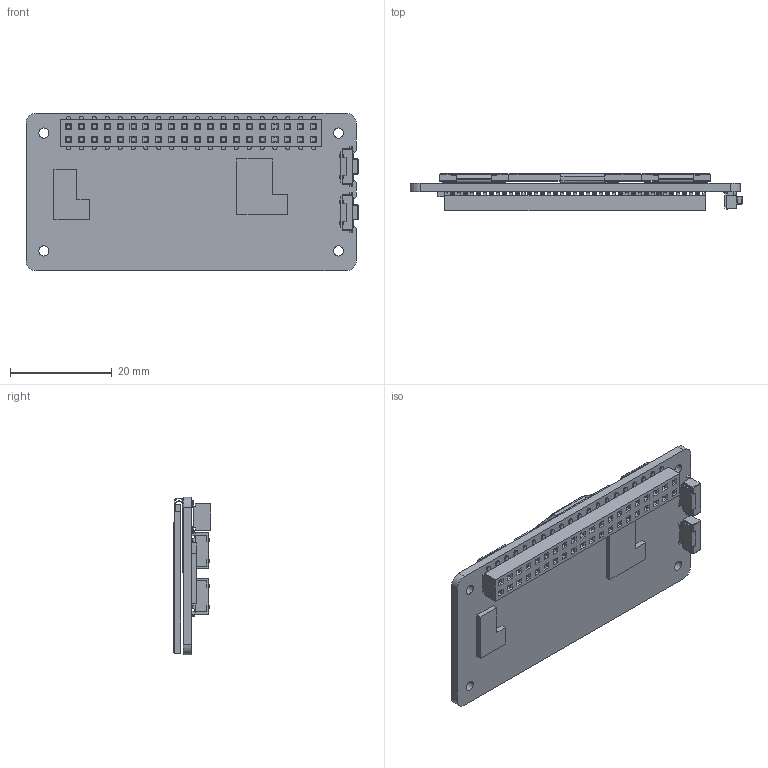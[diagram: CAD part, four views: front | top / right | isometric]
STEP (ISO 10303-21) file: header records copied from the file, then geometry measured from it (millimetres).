
FILE_DESCRIPTION((''),'2;1');
FILE_NAME('ZERO-LCD-HAT_A_ASM','2024-04-03T18:50:32',('xiaojisheng'),(''),'CREO PARAMETRIC BY PTC INC, 2021063','CREO PARAMETRIC BY PTC INC, 2021063','');
FILE_SCHEMA(('CONFIG_CONTROL_DESIGN','SHAPE_APPEARANCE_LAYERS_GROUPS'));
Length unit declared in the file: millimetre
Products named in the file (8): 1_3INCH-240X240-LCD; 0_96INCH-80X160-LCD; ZERO-LCD-HAT_A-PCB; HEADER-SMD-F-2_54-2X20P-H3_5; SWITCH-7X3_3X3_5; 001; ZERO-LCD-HAT_A-PCBA_ASM; ZERO-LCD-HAT_A_ASM
Assembly tree (9 placements, depth 3):
  ZERO-LCD-HAT_A_ASM
    1_3INCH-240X240-LCD
    0_96INCH-80X160-LCD  x2
    ZERO-LCD-HAT_A-PCBA_ASM
      ZERO-LCD-HAT_A-PCB
      HEADER-SMD-F-2_54-2X20P-H3_5
      SWITCH-7X3_3X3_5  x2
      001
Bounding box: 65.35 x 7.4 x 31 mm (x, y, z)
Volume: 6292 mm3; surface area: 10985.4 mm2
Topology: 9 solids, 9 shells, 1539 faces, 4167 edges, 2684 vertices
Faces by surface type: plane 1171, cylinder 336, sphere 24, torus 8
Entity records: 57639 total; most frequent: CARTESIAN_POINT 8476, ORIENTED_EDGE 7288, DIRECTION 6498, PRESENTATION_STYLE_ASSIGNMENT 4230, STYLED_ITEM 3655, CURVE_STYLE 3644, EDGE_CURVE 3644, VECTOR 2948
